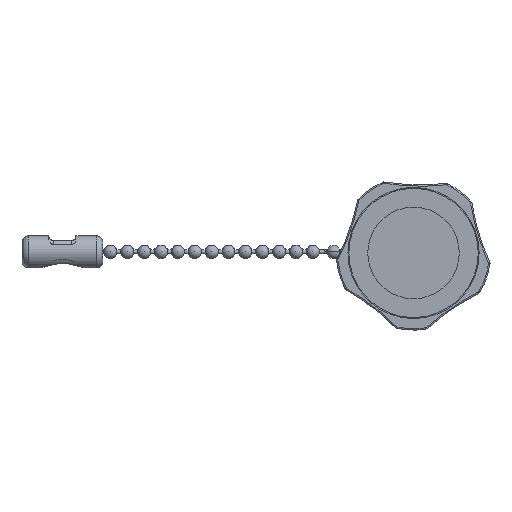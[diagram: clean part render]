
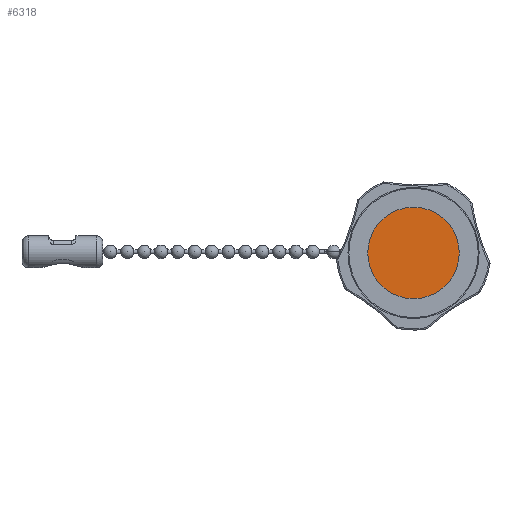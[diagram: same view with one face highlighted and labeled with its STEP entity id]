
A CAD part, front view. The second image highlights one B-rep face of the part: STEP entity #6318.
In plain terms, the highlighted face is planar.
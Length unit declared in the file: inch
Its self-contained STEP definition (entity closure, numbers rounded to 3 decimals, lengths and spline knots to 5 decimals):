
#286 = DIRECTION ( 'NONE',  ( -1., 0., 0. ) ) ;
#399 = EDGE_CURVE ( 'NONE', #7599, #12707, #11544, .T. ) ;
#2285 = CARTESIAN_POINT ( 'NONE',  ( 0., 0., -0.138 ) ) ;
#2590 = CARTESIAN_POINT ( 'NONE',  ( 0.339, 0., -0.138 ) ) ;
#4367 = DIRECTION ( 'NONE',  ( 0., 0., -1. ) ) ;
#4625 = AXIS2_PLACEMENT_3D ( 'NONE', #11966, #11825, #11751 ) ;
#5009 = ORIENTED_EDGE ( 'NONE', *, *, #8647, .T. ) ;
#6318 = ADVANCED_FACE ( 'NONE', ( #9113 ), #12191, .T. ) ;
#6348 = ORIENTED_EDGE ( 'NONE', *, *, #399, .T. ) ;
#7599 = VERTEX_POINT ( 'NONE', #2590 ) ;
#8253 = CIRCLE ( 'NONE', #4625, 0.339 ) ;
#8453 = CARTESIAN_POINT ( 'NONE',  ( -0.339, 0., -0.138 ) ) ;
#8621 = AXIS2_PLACEMENT_3D ( 'NONE', #2285, #4367, #286 ) ;
#8647 = EDGE_CURVE ( 'NONE', #12707, #7599, #8253, .T. ) ;
#9113 = FACE_OUTER_BOUND ( 'NONE', #12943, .T. ) ;
#10347 = DIRECTION ( 'NONE',  ( 0., 0., -1. ) ) ;
#11407 = DIRECTION ( 'NONE',  ( -1., 0., 0. ) ) ;
#11544 = CIRCLE ( 'NONE', #8621, 0.339 ) ;
#11751 = DIRECTION ( 'NONE',  ( -1., 0., 0. ) ) ;
#11825 = DIRECTION ( 'NONE',  ( 0., 0., -1. ) ) ;
#11966 = CARTESIAN_POINT ( 'NONE',  ( 0., 0., -0.138 ) ) ;
#12191 = PLANE ( 'NONE',  #13029 ) ;
#12466 = CARTESIAN_POINT ( 'NONE',  ( 0., 0., -0.138 ) ) ;
#12707 = VERTEX_POINT ( 'NONE', #8453 ) ;
#12943 = EDGE_LOOP ( 'NONE', ( #5009, #6348 ) ) ;
#13029 = AXIS2_PLACEMENT_3D ( 'NONE', #12466, #10347, #11407 ) ;
